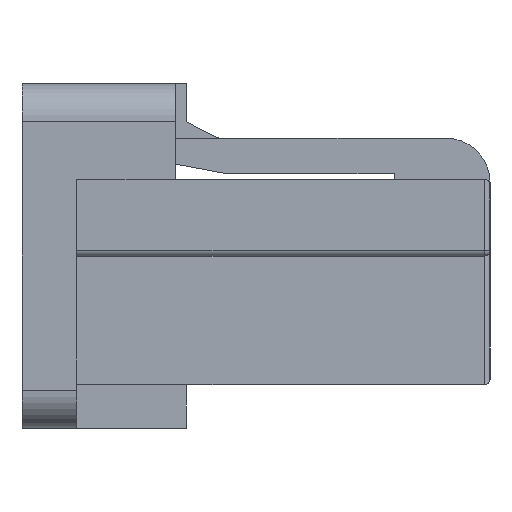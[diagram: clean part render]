
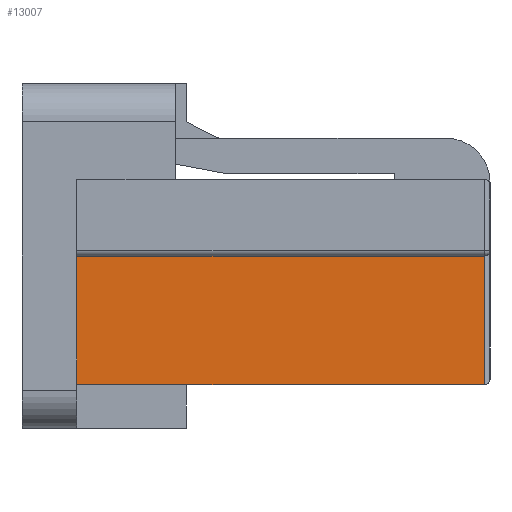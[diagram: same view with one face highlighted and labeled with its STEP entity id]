
A CAD part, left-side view. The second image highlights one B-rep face of the part: STEP entity #13007.
In plain terms, the highlighted planar face has unit normal (-1, 0, 0).
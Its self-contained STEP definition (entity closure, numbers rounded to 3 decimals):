
#1657=DIRECTION('',(0.,0.,1.));
#1658=VECTOR('',#1657,2.35);
#1659=CARTESIAN_POINT('',(-7.38,7.55,-2.35));
#1660=LINE('',#1659,#1658);
#4567=CARTESIAN_POINT('',(-7.38,0.1,-2.35));
#4577=DIRECTION('',(0.,0.,-1.));
#4578=VECTOR('',#4577,2.35);
#4579=CARTESIAN_POINT('',(-7.38,0.1,0.));
#4580=LINE('',#4579,#4578);
#4581=DIRECTION('',(0.,1.,0.));
#4582=VECTOR('',#4581,7.45);
#4583=CARTESIAN_POINT('',(-7.38,0.1,-2.35));
#4584=LINE('',#4583,#4582);
#4589=DIRECTION('',(0.,1.,0.));
#4590=VECTOR('',#4589,7.45);
#4591=CARTESIAN_POINT('',(-7.38,0.1,0.));
#4592=LINE('',#4591,#4590);
#5178=CARTESIAN_POINT('',(-7.38,7.55,-2.35));
#5179=CARTESIAN_POINT('',(-7.38,7.55,0.));
#5180=VERTEX_POINT('',#5178);
#5181=VERTEX_POINT('',#5179);
#5781=CARTESIAN_POINT('',(-7.38,0.1,0.));
#5783=VERTEX_POINT('',#5781);
#5794=VERTEX_POINT('',#4567);
#12995=CARTESIAN_POINT('',(-7.38,0.,-2.35));
#12996=DIRECTION('',(1.,0.,0.));
#12997=DIRECTION('',(0.,0.,1.));
#12998=AXIS2_PLACEMENT_3D('',#12995,#12996,#12997);
#12999=PLANE('',#12998);
#13001=ORIENTED_EDGE('',*,*,#13000,.F.);
#13002=ORIENTED_EDGE('',*,*,#12987,.T.);
#13003=ORIENTED_EDGE('',*,*,#7681,.T.);
#13004=ORIENTED_EDGE('',*,*,#8641,.T.);
#13005=EDGE_LOOP('',(#13001,#13002,#13003,#13004));
#13006=FACE_OUTER_BOUND('',#13005,.F.);
#7681=EDGE_CURVE('',#5794,#5180,#4584,.T.);
#8641=EDGE_CURVE('',#5180,#5181,#1660,.T.);
#12987=EDGE_CURVE('',#5783,#5794,#4580,.T.);
#13000=EDGE_CURVE('',#5783,#5181,#4592,.T.);
#13007=ADVANCED_FACE('',(#13006),#12999,.F.);
